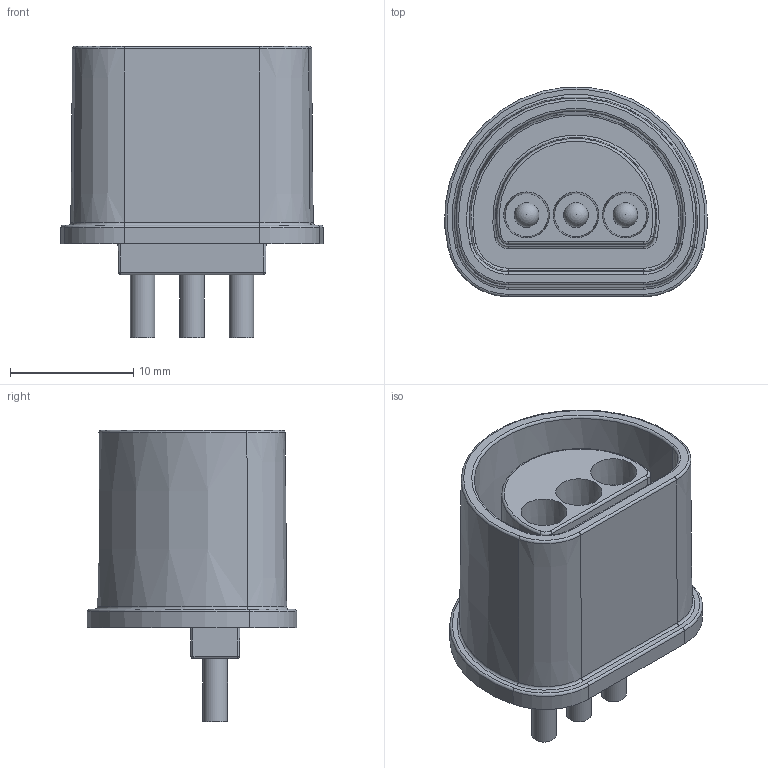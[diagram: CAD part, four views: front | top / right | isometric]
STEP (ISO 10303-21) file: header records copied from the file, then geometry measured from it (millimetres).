
FILE_DESCRIPTION(/* description */ ('STEP AP214'),/* implementation_level */ '2;1');
FILE_NAME(/* name */ '258e83ce-40f1-4f8c-aa8f-7161dbd764eb',/* time_stamp */ '2023-02-28T14:43:38+00:00',/* author */ (''),/* organization */ (''),/* preprocessor_version */ 'ST-DEVELOPER v18.102',/* originating_system */ ' ',/* authorisation */ ' ');
FILE_SCHEMA (('AUTOMOTIVE_DESIGN {1 0 10303 214 3 1 1}'));
Length unit declared in the file: metre
Products named in the file (1): N64 Controller Port
Bounding box: 21.27 x 16.98 x 23.6 mm (x, y, z)
Volume: 2460.4 mm3; surface area: 3504.3 mm2
Topology: 1 solids, 1 shells, 84 faces, 177 edges, 101 vertices
Faces by surface type: torus 21, plane 20, cone 19, cylinder 17, bspline 4, sphere 3
Full cylindrical faces by diameter (mm): 2 x6
Entity records: 2640 total; most frequent: CARTESIAN_POINT 781, DIRECTION 403, ORIENTED_EDGE 316, AXIS2_PLACEMENT_3D 176, EDGE_CURVE 158, EDGE_LOOP 106, FACE_BOUND 106, VERTEX_POINT 98
